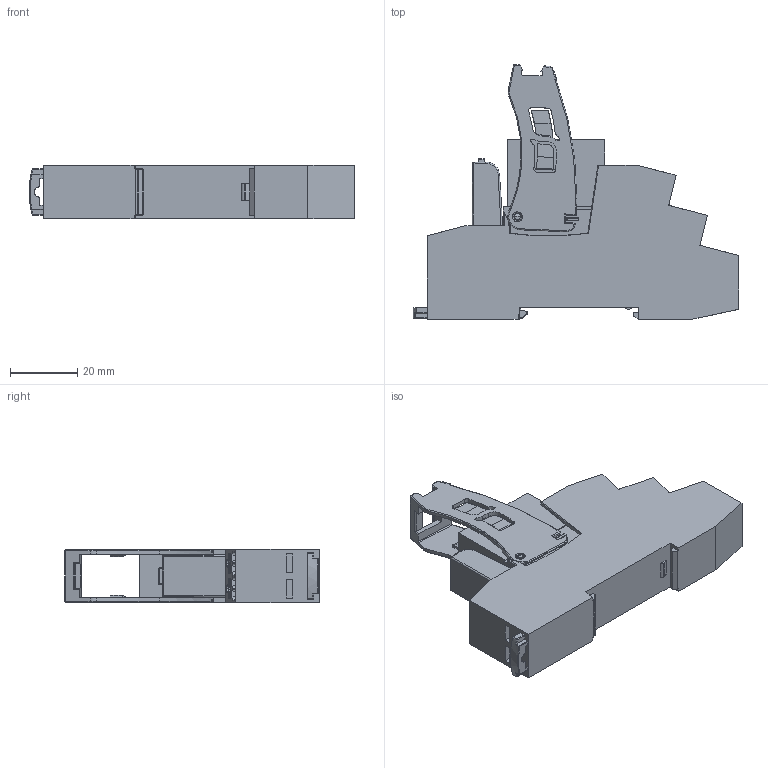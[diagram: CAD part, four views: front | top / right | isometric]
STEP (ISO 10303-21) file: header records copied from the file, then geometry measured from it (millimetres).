
FILE_DESCRIPTION (( 'STEP AP203' ), '1' );
FILE_NAME ('Interfejs RMP.STEP', '2021-02-17T07:24:29', ( '' ), ( '' ), 'SwSTEP 2.0', 'SolidWorks 2021', '' );
FILE_SCHEMA (( 'CONFIG_CONTROL_DESIGN' ));
Length unit declared in the file: millimetre
Products named in the file (3): Modu_ M.STEP-2; Interfejs RMP
Assembly tree (2 placements, depth 2):
  Interfejs RMP
    Interfejs RMP
    Modu_ M.STEP-2
Bounding box: 97.06 x 75.88 x 15.9 mm (x, y, z)
Volume: 54919 mm3; surface area: 19564.8 mm2
Topology: 3 solids, 3 shells, 1425 faces, 3781 edges, 2369 vertices
Faces by surface type: plane 567, cylinder 346, bspline 342, torus 79, cone 62, sphere 29
Entity records: 48996 total; most frequent: CARTESIAN_POINT 16774, ORIENTED_EDGE 7508, DIRECTION 5531, EDGE_CURVE 3754, VERTEX_POINT 2369, AXIS2_PLACEMENT_3D 1897, VECTOR 1737, LINE 1737
